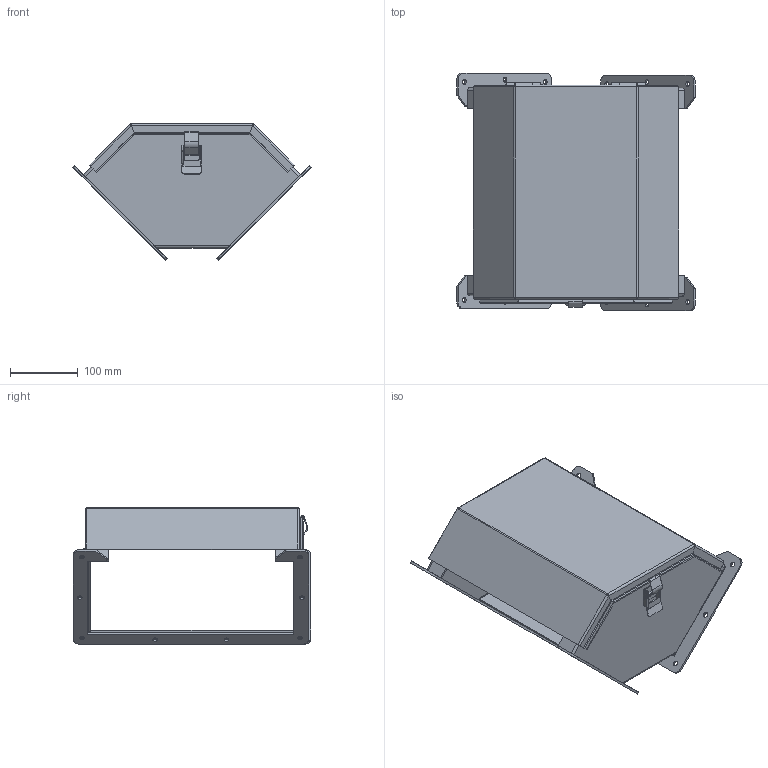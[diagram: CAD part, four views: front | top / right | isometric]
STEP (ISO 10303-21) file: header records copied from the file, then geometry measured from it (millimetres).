
FILE_DESCRIPTION (( 'STEP AP203' ), '1' );
FILE_NAME ('1485F9Q.step', '2020-11-19T14:45:09', ( 'ADC123' ), ( 'Microsoft' ), 'SwSTEP 2.0', 'SolidWorks 2019', '' );
FILE_SCHEMA (( 'CONFIG_CONTROL_DESIGN' ));
Length unit declared in the file: inch
Products named in the file (1): 1485F9Q
Bounding box: 350.48 x 349.35 x 200.64 mm (x, y, z)
Volume: 665647.5 mm3; surface area: 622071.7 mm2
Topology: 13 solids, 13 shells, 380 faces, 964 edges, 608 vertices
Faces by surface type: plane 228, cylinder 132, bspline 20
Full cylindrical faces by diameter (mm): 3.175 x3, 3.302 x2, 3.969 x2, 4.166 x2, 4.763 x3, 7.137 x16
Entity records: 12165 total; most frequent: CARTESIAN_POINT 3003, ORIENTED_EDGE 1854, DIRECTION 1844, EDGE_CURVE 927, VECTOR 648, LINE 648, VERTEX_POINT 607, AXIS2_PLACEMENT_3D 598
